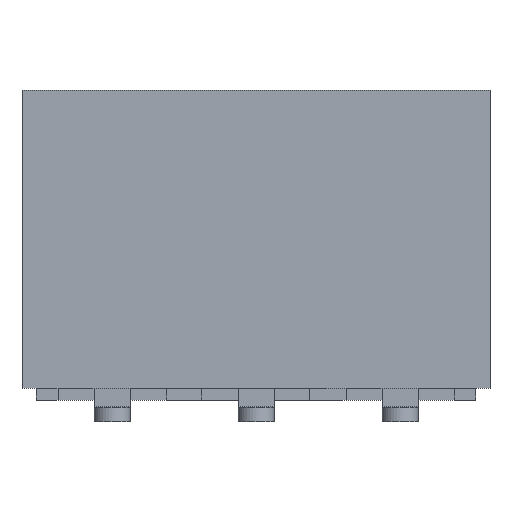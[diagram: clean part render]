
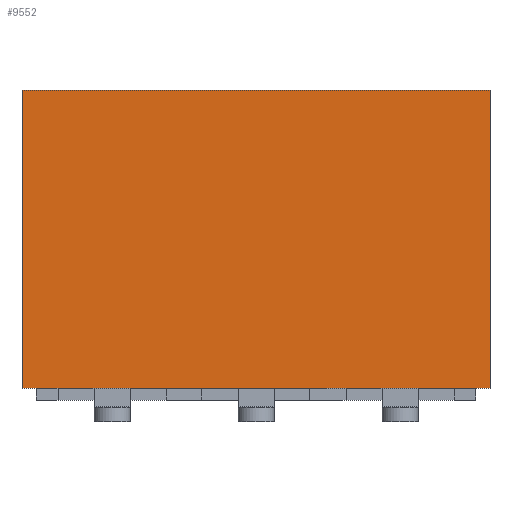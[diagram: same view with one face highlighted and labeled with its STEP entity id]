
A CAD part, left-side view. The second image highlights one B-rep face of the part: STEP entity #9552.
In plain terms, the highlighted face is planar.
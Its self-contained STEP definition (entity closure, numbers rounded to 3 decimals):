
#1252=LINE('',#16253,#2296);
#1253=LINE('',#16256,#2297);
#1254=LINE('',#16258,#2298);
#1255=LINE('',#16260,#2299);
#2296=VECTOR('',#12980,1000.);
#2297=VECTOR('',#12981,1000.);
#2298=VECTOR('',#12982,1000.);
#2299=VECTOR('',#12983,1000.);
#4929=ORIENTED_EDGE('',*,*,#6454,.F.);
#4930=ORIENTED_EDGE('',*,*,#6455,.F.);
#4931=ORIENTED_EDGE('',*,*,#6456,.F.);
#4932=ORIENTED_EDGE('',*,*,#6457,.F.);
#6454=EDGE_CURVE('',#7368,#7369,#1252,.T.);
#6455=EDGE_CURVE('',#7370,#7368,#1253,.T.);
#6456=EDGE_CURVE('',#7371,#7370,#1254,.T.);
#6457=EDGE_CURVE('',#7369,#7371,#1255,.T.);
#7368=VERTEX_POINT('',#16254);
#7369=VERTEX_POINT('',#16255);
#7370=VERTEX_POINT('',#16257);
#7371=VERTEX_POINT('',#16259);
#8149=EDGE_LOOP('',(#4929,#4930,#4931,#4932));
#8677=FACE_BOUND('',#8149,.T.);
#9037=PLANE('',#10413);
#9552=ADVANCED_FACE('',(#8677),#9037,.F.);
#10413=AXIS2_PLACEMENT_3D('',#16252,#12978,#12979);
#12978=DIRECTION('',(0.,1.,0.));
#12979=DIRECTION('',(0.,0.,1.));
#12980=DIRECTION('',(0.,0.,1.));
#12981=DIRECTION('',(-1.,0.,0.));
#12982=DIRECTION('',(0.,0.,-1.));
#12983=DIRECTION('',(1.,0.,0.));
#16252=CARTESIAN_POINT('',(0.,-2.,0.));
#16253=CARTESIAN_POINT('',(-3.25,-2.,-2.07));
#16254=CARTESIAN_POINT('',(-3.25,-2.,-2.07));
#16255=CARTESIAN_POINT('',(-3.25,-2.,2.07));
#16256=CARTESIAN_POINT('',(3.25,-2.,-2.07));
#16257=CARTESIAN_POINT('',(3.25,-2.,-2.07));
#16258=CARTESIAN_POINT('',(3.25,-2.,2.07));
#16259=CARTESIAN_POINT('',(3.25,-2.,2.07));
#16260=CARTESIAN_POINT('',(-3.25,-2.,2.07));
